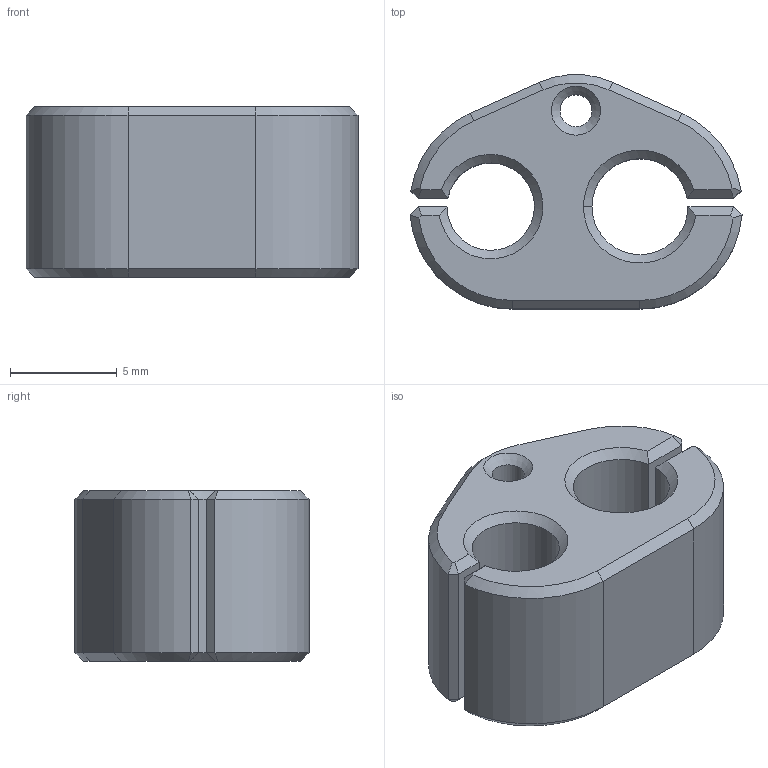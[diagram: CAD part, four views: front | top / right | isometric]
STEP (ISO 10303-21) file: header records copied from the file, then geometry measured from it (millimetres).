
FILE_DESCRIPTION(('Open CASCADE Model'),'2;1');
FILE_NAME('Open CASCADE Shape Model','2024-08-27T16:27:13',('Author'),( 'Open CASCADE'),'Open CASCADE STEP processor 7.7','Open CASCADE 7.7' ,'Unknown');
FILE_SCHEMA(('AUTOMOTIVE_DESIGN { 1 0 10303 214 1 1 1 1 }'));
Length unit declared in the file: millimetre
Products named in the file (1): Open CASCADE STEP translator 7.7 31
Bounding box: 15.57 x 10.99 x 8 mm (x, y, z)
Volume: 819.3 mm3; surface area: 814.7 mm2
Topology: 1 solids, 1 shells, 62 faces, 140 edges, 80 vertices
Faces by surface type: plane 35, cone 18, cylinder 9
Full cylindrical faces by diameter (mm): 1.5 x1
Entity records: 3524 total; most frequent: CARTESIAN_POINT 729, DIRECTION 512, ORIENTED_EDGE 280, PCURVE 280, DEFINITIONAL_REPRESENTATION 280, LINE 264, VECTOR 264, EDGE_CURVE 140
